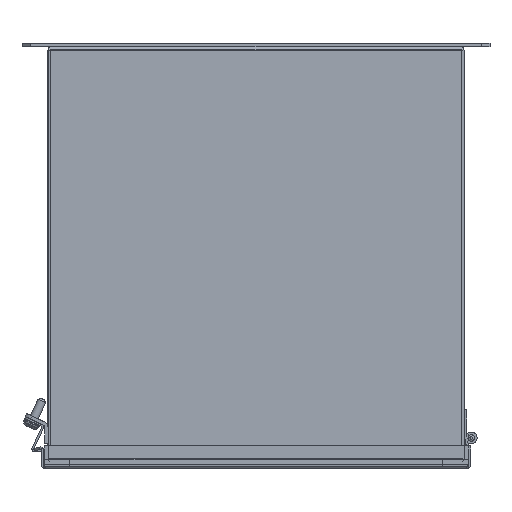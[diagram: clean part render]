
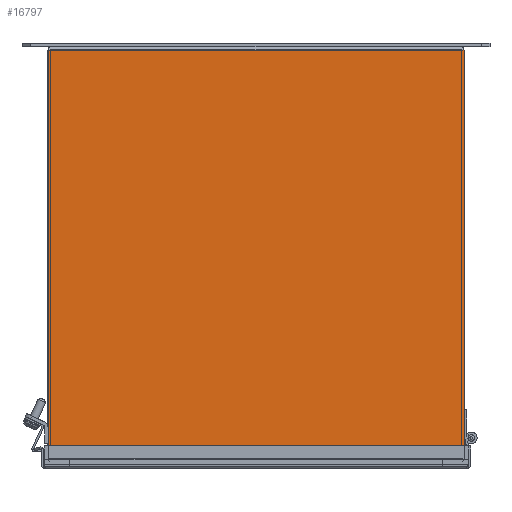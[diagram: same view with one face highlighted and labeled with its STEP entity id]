
A CAD part, left-side view. The second image highlights one B-rep face of the part: STEP entity #16797.
In plain terms, the highlighted planar face has unit normal (-1, 0, 0).
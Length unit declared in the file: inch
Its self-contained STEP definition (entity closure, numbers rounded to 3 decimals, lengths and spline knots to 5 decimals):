
#768 = DIRECTION ( 'NONE',  ( 0., 0., -1. ) ) ;
#1419 = CARTESIAN_POINT ( 'NONE',  ( -60., 11.78, -12. ) ) ;
#4252 = AXIS2_PLACEMENT_3D ( 'NONE', #22893, #23043, #768 ) ;
#4835 = DIRECTION ( 'NONE',  ( 0., -1., 0. ) ) ;
#5250 = LINE ( 'NONE', #22492, #17308 ) ;
#6449 = LINE ( 'NONE', #1419, #23224 ) ;
#8071 = ORIENTED_EDGE ( 'NONE', *, *, #31692, .T. ) ;
#8270 = ORIENTED_EDGE ( 'NONE', *, *, #21682, .T. ) ;
#10233 = LINE ( 'NONE', #22480, #13473 ) ;
#10410 = CARTESIAN_POINT ( 'NONE',  ( -60., 0., 0. ) ) ;
#13473 = VECTOR ( 'NONE', #21318, 39.37008 ) ;
#14434 = VECTOR ( 'NONE', #4835, 39.37008 ) ;
#14902 = CARTESIAN_POINT ( 'NONE',  ( -60., 11.89, 0. ) ) ;
#15830 = CARTESIAN_POINT ( 'NONE',  ( -60., 0., -12. ) ) ;
#16797 = ADVANCED_FACE ( 'NONE', ( #29256 ), #27197, .F. ) ;
#17308 = VECTOR ( 'NONE', #25478, 39.37008 ) ;
#17970 = ORIENTED_EDGE ( 'NONE', *, *, #22324, .T. ) ;
#20427 = CARTESIAN_POINT ( 'NONE',  ( -60., 11.78, 0. ) ) ;
#20446 = ORIENTED_EDGE ( 'NONE', *, *, #21753, .F. ) ;
#21318 = DIRECTION ( 'NONE',  ( 0., 0., 1. ) ) ;
#21618 = EDGE_LOOP ( 'NONE', ( #8071, #17970, #20446, #8270 ) ) ;
#21682 = EDGE_CURVE ( 'NONE', #28981, #31260, #6449, .T. ) ;
#21712 = CARTESIAN_POINT ( 'NONE',  ( -60., 11.78, -12. ) ) ;
#21753 = EDGE_CURVE ( 'NONE', #28981, #32003, #29566, .T. ) ;
#22324 = EDGE_CURVE ( 'NONE', #24513, #32003, #10233, .T. ) ;
#22480 = CARTESIAN_POINT ( 'NONE',  ( -60., 0., 0. ) ) ;
#22492 = CARTESIAN_POINT ( 'NONE',  ( -60., 11.89, -12. ) ) ;
#22893 = CARTESIAN_POINT ( 'NONE',  ( -60., 11.89, -12. ) ) ;
#23043 = DIRECTION ( 'NONE',  ( 1., 0., 0. ) ) ;
#23224 = VECTOR ( 'NONE', #31337, 39.37008 ) ;
#24513 = VERTEX_POINT ( 'NONE', #15830 ) ;
#25478 = DIRECTION ( 'NONE',  ( 0., -1., 0. ) ) ;
#27197 = PLANE ( 'NONE',  #4252 ) ;
#28981 = VERTEX_POINT ( 'NONE', #20427 ) ;
#29256 = FACE_OUTER_BOUND ( 'NONE', #21618, .T. ) ;
#29566 = LINE ( 'NONE', #14902, #14434 ) ;
#31260 = VERTEX_POINT ( 'NONE', #21712 ) ;
#31337 = DIRECTION ( 'NONE',  ( 0., 0., -1. ) ) ;
#31692 = EDGE_CURVE ( 'NONE', #31260, #24513, #5250, .T. ) ;
#32003 = VERTEX_POINT ( 'NONE', #10410 ) ;
